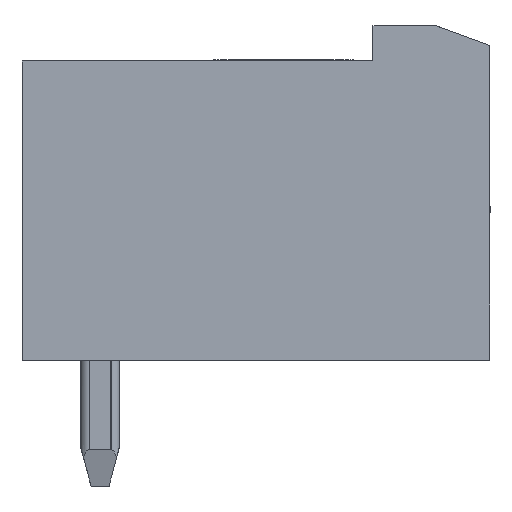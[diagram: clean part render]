
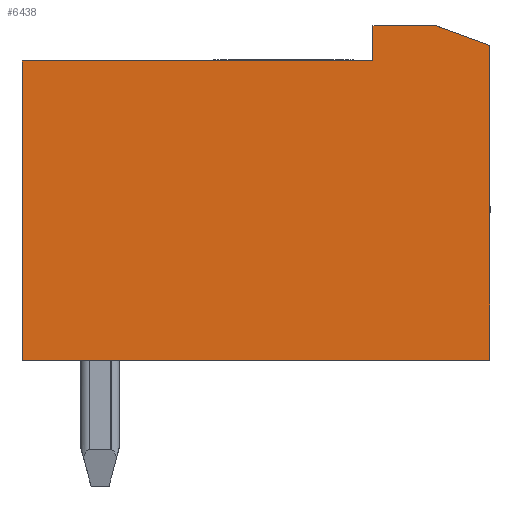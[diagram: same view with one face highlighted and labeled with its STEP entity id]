
A CAD part, left-side view. The second image highlights one B-rep face of the part: STEP entity #6438.
In plain terms, the highlighted planar face has unit normal (-1, 0, 0).
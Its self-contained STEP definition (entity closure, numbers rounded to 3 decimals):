
#6438=ADVANCED_FACE('',(#15149),#15150,.T.);
#9436=VERTEX_POINT('',#18586);
#9440=VERTEX_POINT('',#18590);
#9442=EDGE_CURVE('',#9440,#9436,#18592,.F.);
#9500=VERTEX_POINT('',#18650);
#9504=VERTEX_POINT('',#18654);
#9506=EDGE_CURVE('',#9504,#9500,#18656,.F.);
#9540=VERTEX_POINT('',#18690);
#9544=EDGE_CURVE('',#9436,#9540,#18694,.F.);
#9596=VERTEX_POINT('',#18746);
#9600=EDGE_CURVE('',#9440,#9596,#18750,.T.);
#9624=VERTEX_POINT('',#18774);
#9628=EDGE_CURVE('',#9624,#9540,#18778,.F.);
#9634=EDGE_CURVE('',#9624,#9504,#18784,.F.);
#9640=EDGE_CURVE('',#9596,#9500,#18790,.T.);
#15149=FACE_OUTER_BOUND('',#35501,.T.);
#15150=PLANE('',#35502);
#18586=CARTESIAN_POINT('',(0.,12.0,7.67));
#18590=CARTESIAN_POINT('',(0.,3.0,7.67));
#18592=LINE('',#40621,#40622);
#18650=CARTESIAN_POINT('',(0.,1.374,8.57));
#18654=CARTESIAN_POINT('',(0.,0.,8.07));
#18656=LINE('',#40726,#40727);
#18690=CARTESIAN_POINT('',(0.,12.,0.));
#18694=LINE('',#40792,#40793);
#18746=CARTESIAN_POINT('',(0.,3.0,8.57));
#18750=LINE('',#40879,#40880);
#18774=CARTESIAN_POINT('',(0.,0.,0.));
#18778=LINE('',#40926,#40927);
#18784=LINE('',#40937,#40938);
#18790=LINE('',#40947,#40948);
#35501=EDGE_LOOP('',(#50366,#50367,#50368,#50369,#50370,#50371,#50372));
#35502=AXIS2_PLACEMENT_3D('',#50373,#50374,#50375);
#40621=CARTESIAN_POINT('',(0.,12.269,7.67));
#40622=VECTOR('',#54393,1.0);
#40726=CARTESIAN_POINT('',(0.,5.529,10.082));
#40727=VECTOR('',#54431,1.0);
#40792=CARTESIAN_POINT('',(0.,12.0,4.296));
#40793=VECTOR('',#54445,1.0);
#40879=CARTESIAN_POINT('',(0.,3.0,8.695));
#40880=VECTOR('',#54483,1.0);
#40926=CARTESIAN_POINT('',(0.0,6.0,0.));
#40927=VECTOR('',#54496,1.0);
#40937=CARTESIAN_POINT('',(0.,0.,8.534));
#40938=VECTOR('',#54501,1.0);
#40947=CARTESIAN_POINT('',(0.,6.817,8.57));
#40948=VECTOR('',#54508,1.0);
#50366=ORIENTED_EDGE('',*,*,#9628,.F.);
#50367=ORIENTED_EDGE('',*,*,#9634,.T.);
#50368=ORIENTED_EDGE('',*,*,#9506,.T.);
#50369=ORIENTED_EDGE('',*,*,#9640,.F.);
#50370=ORIENTED_EDGE('',*,*,#9600,.F.);
#50371=ORIENTED_EDGE('',*,*,#9442,.T.);
#50372=ORIENTED_EDGE('',*,*,#9544,.T.);
#50373=CARTESIAN_POINT('',(0.,12.306,8.791));
#50374=DIRECTION('',(-1.0,0.,0.));
#50375=DIRECTION('',(0.,0.0,1.0));
#54393=DIRECTION('',(0.,-1.0,0.));
#54431=DIRECTION('',(0.,-0.94,-0.342));
#54445=DIRECTION('',(0.,0.,1.0));
#54483=DIRECTION('',(0.,-0.0,1.0));
#54496=DIRECTION('',(0.,-1.0,0.));
#54501=DIRECTION('',(0.,0.,-1.0));
#54508=DIRECTION('',(0.,-1.0,-0.0));
